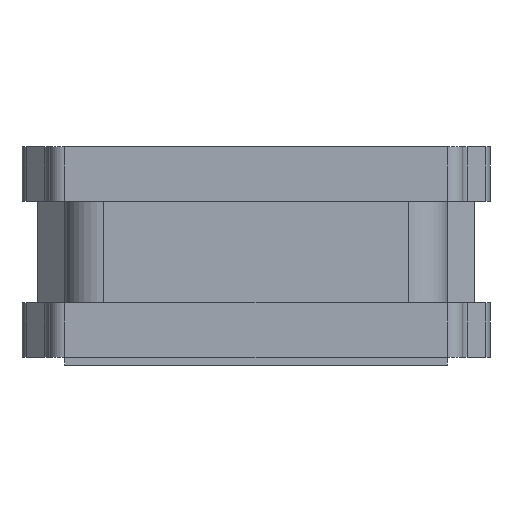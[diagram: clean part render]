
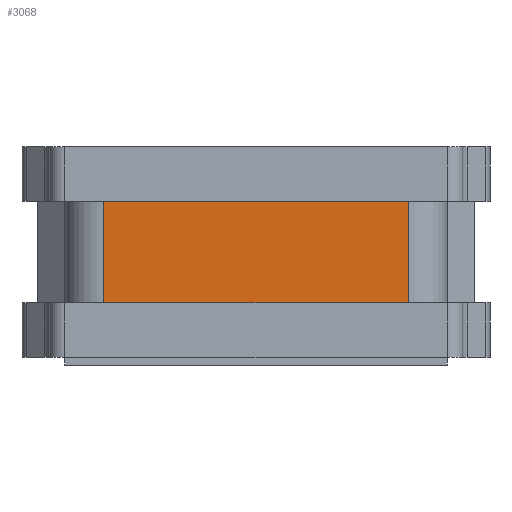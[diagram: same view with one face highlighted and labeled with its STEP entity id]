
A CAD part, front view. The second image highlights one B-rep face of the part: STEP entity #3068.
In plain terms, the highlighted planar face has unit normal (0, -1, 0).
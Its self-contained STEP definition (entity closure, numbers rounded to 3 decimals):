
#98 = VERTEX_POINT ( 'NONE', #222 ) ;
#167 = ORIENTED_EDGE ( 'NONE', *, *, #913, .T. ) ;
#169 = EDGE_CURVE ( 'NONE', #1951, #98, #3246, .T. ) ;
#203 = EDGE_CURVE ( 'NONE', #1542, #620, #2068, .T. ) ;
#222 = CARTESIAN_POINT ( 'NONE',  ( 1.95, -2.8, 0.8 ) ) ;
#580 = CARTESIAN_POINT ( 'NONE',  ( -1.95, -2.8, 0.8 ) ) ;
#620 = VERTEX_POINT ( 'NONE', #1572 ) ;
#913 = EDGE_CURVE ( 'NONE', #98, #620, #2122, .T. ) ;
#936 = DIRECTION ( 'NONE',  ( 0., 1., 0. ) ) ;
#1349 = ORIENTED_EDGE ( 'NONE', *, *, #169, .T. ) ;
#1542 = VERTEX_POINT ( 'NONE', #2098 ) ;
#1549 = PLANE ( 'NONE',  #2588 ) ;
#1562 = CARTESIAN_POINT ( 'NONE',  ( -2.45, -2.8, 2.1 ) ) ;
#1572 = CARTESIAN_POINT ( 'NONE',  ( 1.95, -2.8, 2.1 ) ) ;
#1706 = ORIENTED_EDGE ( 'NONE', *, *, #203, .F. ) ;
#1735 = EDGE_LOOP ( 'NONE', ( #1706, #2761, #1349, #167 ) ) ;
#1765 = EDGE_CURVE ( 'NONE', #1542, #1951, #3518, .T. ) ;
#1859 = DIRECTION ( 'NONE',  ( 1., 0., 0. ) ) ;
#1891 = CARTESIAN_POINT ( 'NONE',  ( -2.45, -2.8, 0.8 ) ) ;
#1951 = VERTEX_POINT ( 'NONE', #580 ) ;
#2068 = LINE ( 'NONE', #1562, #3453 ) ;
#2074 = FACE_OUTER_BOUND ( 'NONE', #1735, .T. ) ;
#2098 = CARTESIAN_POINT ( 'NONE',  ( -1.95, -2.8, 2.1 ) ) ;
#2122 = LINE ( 'NONE', #3218, #2250 ) ;
#2250 = VECTOR ( 'NONE', #2681, 1000. ) ;
#2373 = DIRECTION ( 'NONE',  ( 1., 0., 0. ) ) ;
#2588 = AXIS2_PLACEMENT_3D ( 'NONE', #3438, #936, #2905 ) ;
#2681 = DIRECTION ( 'NONE',  ( 0., 0., 1. ) ) ;
#2746 = DIRECTION ( 'NONE',  ( 0., 0., -1. ) ) ;
#2761 = ORIENTED_EDGE ( 'NONE', *, *, #1765, .T. ) ;
#2905 = DIRECTION ( 'NONE',  ( 0., 0., 1. ) ) ;
#3042 = VECTOR ( 'NONE', #1859, 1000. ) ;
#3068 = ADVANCED_FACE ( 'NONE', ( #2074 ), #1549, .F. ) ;
#3218 = CARTESIAN_POINT ( 'NONE',  ( 1.95, -2.8, 2.1 ) ) ;
#3243 = CARTESIAN_POINT ( 'NONE',  ( -1.95, -2.8, 2.1 ) ) ;
#3246 = LINE ( 'NONE', #1891, #3042 ) ;
#3438 = CARTESIAN_POINT ( 'NONE',  ( -2.45, -2.8, 2.1 ) ) ;
#3453 = VECTOR ( 'NONE', #2373, 1000. ) ;
#3518 = LINE ( 'NONE', #3243, #3524 ) ;
#3524 = VECTOR ( 'NONE', #2746, 1000. ) ;
